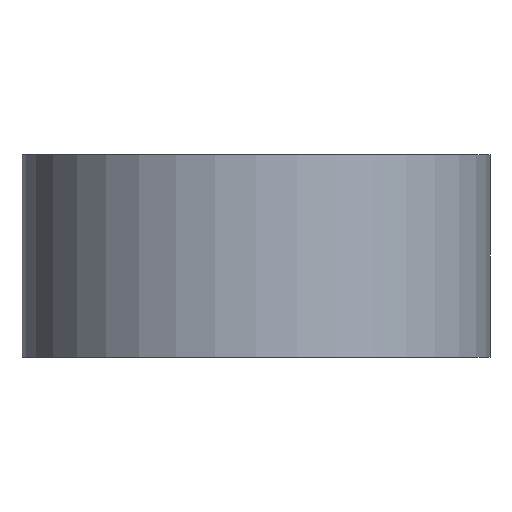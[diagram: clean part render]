
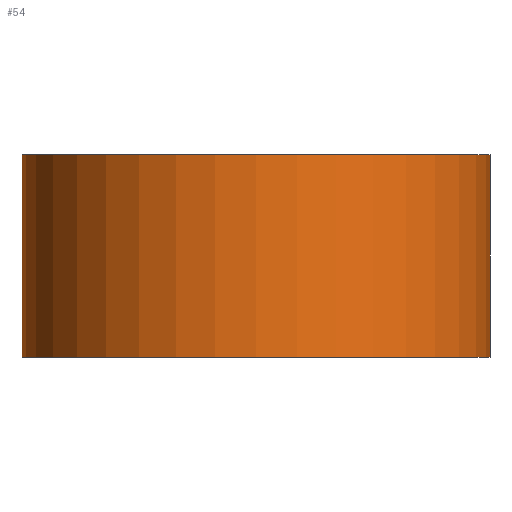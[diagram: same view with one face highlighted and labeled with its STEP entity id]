
A CAD part, front view. The second image highlights one B-rep face of the part: STEP entity #54.
In plain terms, the highlighted cylindrical face has radius 14.707 mm (diameter 29.413 mm), a partial arc.
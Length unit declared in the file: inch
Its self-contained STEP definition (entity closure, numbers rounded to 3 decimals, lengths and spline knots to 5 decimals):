
#4 = CARTESIAN_POINT ( 'NONE',  ( 0.531, -1.5, -0.25 ) ) ;
#15 = DIRECTION ( 'NONE',  ( 1., 0., 0. ) ) ;
#32 = AXIS2_PLACEMENT_3D ( 'NONE', #120, #160, #173 ) ;
#46 = AXIS2_PLACEMENT_3D ( 'NONE', #4, #221, #15 ) ;
#53 = AXIS2_PLACEMENT_3D ( 'NONE', #194, #179, #184 ) ;
#54 = ADVANCED_FACE ( 'NONE', ( #193 ), #248, .T. ) ;
#75 = EDGE_CURVE ( 'NONE', #324, #550, #175, .T. ) ;
#76 = EDGE_CURVE ( 'NONE', #550, #471, #245, .T. ) ;
#120 = CARTESIAN_POINT ( 'NONE',  ( 0.531, -1.5, 0.25 ) ) ;
#156 = VECTOR ( 'NONE', #262, 39.37008 ) ;
#160 = DIRECTION ( 'NONE',  ( 0., 0., -1. ) ) ;
#165 = CARTESIAN_POINT ( 'NONE',  ( 0.531, -0.921, -0.25 ) ) ;
#173 = DIRECTION ( 'NONE',  ( 1., 0., 0. ) ) ;
#175 = CIRCLE ( 'NONE', #32, 0.579 ) ;
#179 = DIRECTION ( 'NONE',  ( 0., 0., -1. ) ) ;
#181 = CIRCLE ( 'NONE', #46, 0.579 ) ;
#184 = DIRECTION ( 'NONE',  ( -1., 0., 0. ) ) ;
#193 = FACE_OUTER_BOUND ( 'NONE', #549, .T. ) ;
#194 = CARTESIAN_POINT ( 'NONE',  ( 0.531, -1.5, 0.25 ) ) ;
#221 = DIRECTION ( 'NONE',  ( 0., 0., -1. ) ) ;
#230 = CARTESIAN_POINT ( 'NONE',  ( 0.531, -0.921, 0.25 ) ) ;
#245 = LINE ( 'NONE', #277, #156 ) ;
#248 = CYLINDRICAL_SURFACE ( 'NONE', #53, 0.579 ) ;
#262 = DIRECTION ( 'NONE',  ( 0., 0., -1. ) ) ;
#266 = ORIENTED_EDGE ( 'NONE', *, *, #468, .F. ) ;
#272 = VERTEX_POINT ( 'NONE', #165 ) ;
#277 = CARTESIAN_POINT ( 'NONE',  ( -0.048, -1.5, 0.25 ) ) ;
#295 = CARTESIAN_POINT ( 'NONE',  ( -0.048, -1.5, 0.25 ) ) ;
#324 = VERTEX_POINT ( 'NONE', #230 ) ;
#334 = VECTOR ( 'NONE', #413, 39.37008 ) ;
#354 = ORIENTED_EDGE ( 'NONE', *, *, #75, .T. ) ;
#370 = EDGE_CURVE ( 'NONE', #272, #471, #181, .T. ) ;
#413 = DIRECTION ( 'NONE',  ( 0., 0., -1. ) ) ;
#450 = CARTESIAN_POINT ( 'NONE',  ( -0.048, -1.5, -0.25 ) ) ;
#468 = EDGE_CURVE ( 'NONE', #324, #272, #538, .T. ) ;
#471 = VERTEX_POINT ( 'NONE', #450 ) ;
#534 = ORIENTED_EDGE ( 'NONE', *, *, #76, .T. ) ;
#536 = ORIENTED_EDGE ( 'NONE', *, *, #370, .F. ) ;
#538 = LINE ( 'NONE', #543, #334 ) ;
#543 = CARTESIAN_POINT ( 'NONE',  ( 0.531, -0.921, 0.25 ) ) ;
#549 = EDGE_LOOP ( 'NONE', ( #536, #266, #354, #534 ) ) ;
#550 = VERTEX_POINT ( 'NONE', #295 ) ;
